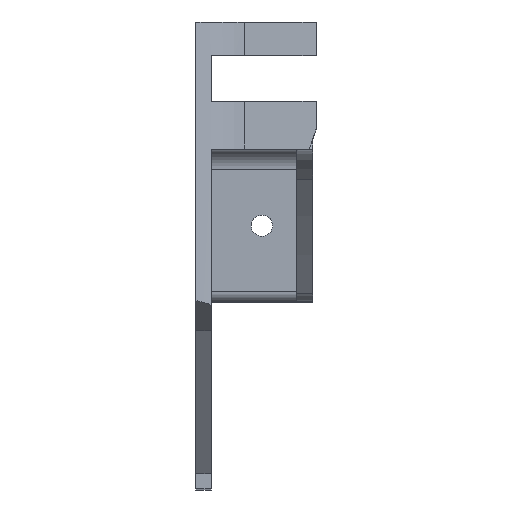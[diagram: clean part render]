
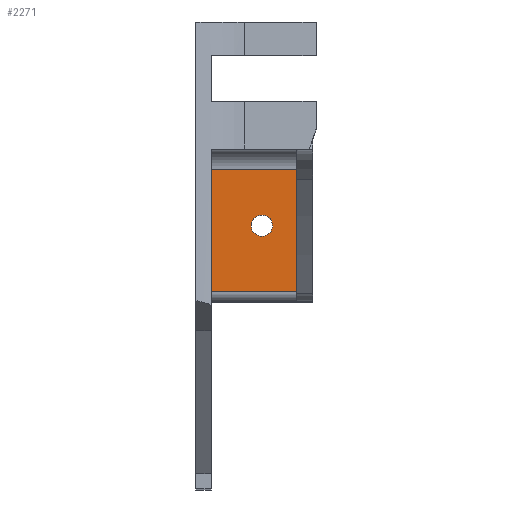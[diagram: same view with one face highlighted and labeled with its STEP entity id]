
A CAD part, top view. The second image highlights one B-rep face of the part: STEP entity #2271.
In plain terms, the highlighted planar face has unit normal (0, 0, 1).
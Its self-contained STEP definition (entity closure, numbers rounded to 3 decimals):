
#32=FACE_BOUND('',#401,.T.);
#186=PLANE('',#2447);
#274=FACE_OUTER_BOUND('',#400,.T.);
#400=EDGE_LOOP('',(#1893,#1894,#1895,#1896));
#401=EDGE_LOOP('',(#1897));
#565=LINE('',#3364,#813);
#632=LINE('',#3547,#880);
#633=LINE('',#3550,#881);
#634=LINE('',#3551,#882);
#813=VECTOR('',#2704,10.);
#880=VECTOR('',#2881,10.);
#881=VECTOR('',#2884,10.);
#882=VECTOR('',#2885,10.);
#1003=CIRCLE('',#2435,2.1);
#1124=VERTEX_POINT('',#3361);
#1125=VERTEX_POINT('',#3363);
#1178=VERTEX_POINT('',#3519);
#1186=VERTEX_POINT('',#3545);
#1187=VERTEX_POINT('',#3549);
#1353=EDGE_CURVE('',#1125,#1124,#565,.T.);
#1432=EDGE_CURVE('',#1178,#1178,#1003,.T.);
#1446=EDGE_CURVE('',#1124,#1186,#632,.T.);
#1447=EDGE_CURVE('',#1187,#1186,#633,.T.);
#1448=EDGE_CURVE('',#1125,#1187,#634,.T.);
#1893=ORIENTED_EDGE('',*,*,#1446,.T.);
#1894=ORIENTED_EDGE('',*,*,#1447,.F.);
#1895=ORIENTED_EDGE('',*,*,#1448,.F.);
#1896=ORIENTED_EDGE('',*,*,#1353,.T.);
#1897=ORIENTED_EDGE('',*,*,#1432,.F.);
#2271=ADVANCED_FACE('',(#274,#32),#186,.F.);
#2435=AXIS2_PLACEMENT_3D('',#3520,#2850,#2851);
#2447=AXIS2_PLACEMENT_3D('',#3548,#2882,#2883);
#2704=DIRECTION('',(0.,-1.,0.));
#2850=DIRECTION('center_axis',(0.,0.,
1.));
#2851=DIRECTION('ref_axis',(-1.,0.,0.));
#2881=DIRECTION('',(1.,0.,0.));
#2882=DIRECTION('center_axis',(0.,0.,
-1.));
#2883=DIRECTION('ref_axis',(1.,0.,0.));
#2884=DIRECTION('',(0.,-1.,0.));
#2885=DIRECTION('',(1.,0.,0.));
#3361=CARTESIAN_POINT('',(137.868,-63.522,64.731));
#3363=CARTESIAN_POINT('',(137.868,-39.522,64.731));
#3364=CARTESIAN_POINT('',(137.868,-58.022,64.731));
#3519=CARTESIAN_POINT('',(149.968,-50.522,64.731));
#3520=CARTESIAN_POINT('Origin',(147.868,-50.522,64.731));
#3545=CARTESIAN_POINT('',(154.679,-63.522,64.731));
#3547=CARTESIAN_POINT('',(142.695,-63.522,64.731));
#3548=CARTESIAN_POINT('Origin',(137.868,-35.522,64.731));
#3549=CARTESIAN_POINT('',(154.679,-39.522,64.731));
#3550=CARTESIAN_POINT('',(154.679,-41.232,64.731));
#3551=CARTESIAN_POINT('',(157.179,-39.522,64.731));
